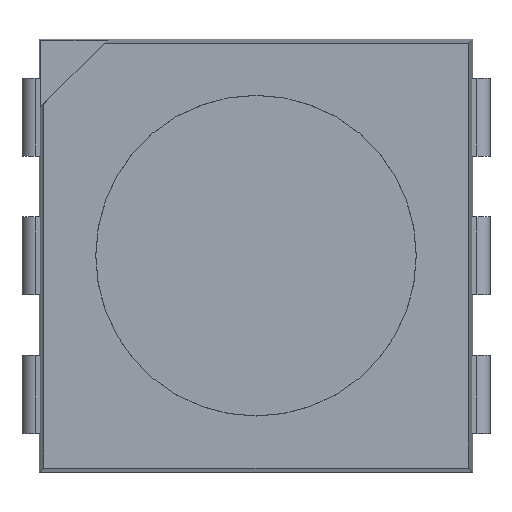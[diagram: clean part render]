
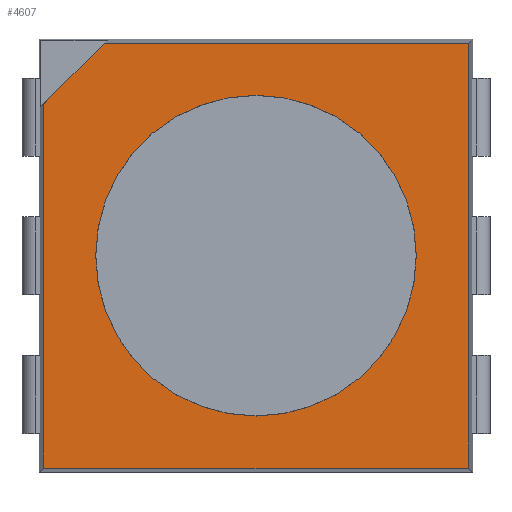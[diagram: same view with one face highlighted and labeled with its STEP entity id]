
A CAD part, top view. The second image highlights one B-rep face of the part: STEP entity #4607.
In plain terms, the highlighted planar face has unit normal (0, 0, 1).
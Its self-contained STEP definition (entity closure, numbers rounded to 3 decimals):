
#151 = ORIENTED_EDGE ( 'NONE', *, *, #5992, .T. ) ;
#394 = CARTESIAN_POINT ( 'NONE',  ( -2.45, 0., 1.6 ) ) ;
#399 = ORIENTED_EDGE ( 'NONE', *, *, #6805, .T. ) ;
#797 = DIRECTION ( 'NONE',  ( 0., 0., 1. ) ) ;
#1490 = VERTEX_POINT ( 'NONE', #2263 ) ;
#1610 = LINE ( 'NONE', #394, #12113 ) ;
#1642 = VERTEX_POINT ( 'NONE', #1836 ) ;
#1836 = CARTESIAN_POINT ( 'NONE',  ( 1.85, 0., 1.6 ) ) ;
#1844 = CARTESIAN_POINT ( 'NONE',  ( 2.45, 0., 1.6 ) ) ;
#2110 = ORIENTED_EDGE ( 'NONE', *, *, #7581, .T. ) ;
#2263 = CARTESIAN_POINT ( 'NONE',  ( -1.75, 2.45, 1.6 ) ) ;
#2454 = CARTESIAN_POINT ( 'NONE',  ( 0., 0., 1.6 ) ) ;
#2564 = DIRECTION ( 'NONE',  ( 0., -1., 0. ) ) ;
#2647 = VERTEX_POINT ( 'NONE', #8340 ) ;
#2838 = VERTEX_POINT ( 'NONE', #2861 ) ;
#2861 = CARTESIAN_POINT ( 'NONE',  ( 2.45, -2.45, 1.6 ) ) ;
#2923 = CARTESIAN_POINT ( 'NONE',  ( -2.45, 1.75, 1.6 ) ) ;
#2934 = ORIENTED_EDGE ( 'NONE', *, *, #5040, .T. ) ;
#3470 = CARTESIAN_POINT ( 'NONE',  ( 0., 0., 1.6 ) ) ;
#3601 = DIRECTION ( 'NONE',  ( -1., 0., 0. ) ) ;
#3637 = DIRECTION ( 'NONE',  ( -1., 0., 0. ) ) ;
#3895 = VERTEX_POINT ( 'NONE', #12070 ) ;
#3957 = CARTESIAN_POINT ( 'NONE',  ( -2.1, 2.1, 1.6 ) ) ;
#4214 = FACE_OUTER_BOUND ( 'NONE', #13197, .T. ) ;
#4309 = CARTESIAN_POINT ( 'NONE',  ( 2.45, 2.45, 1.6 ) ) ;
#4607 = ADVANCED_FACE ( 'NONE', ( #4214, #8019 ), #7580, .F. ) ;
#4676 = EDGE_CURVE ( 'NONE', #3895, #1642, #9509, .T. ) ;
#4927 = EDGE_CURVE ( 'NONE', #8165, #1490, #10403, .T. ) ;
#5040 = EDGE_CURVE ( 'NONE', #11666, #2647, #1610, .T. ) ;
#5107 = LINE ( 'NONE', #3957, #5542 ) ;
#5403 = CARTESIAN_POINT ( 'NONE',  ( 0., 2.45, 1.6 ) ) ;
#5542 = VECTOR ( 'NONE', #12203, 1000. ) ;
#5992 = EDGE_CURVE ( 'NONE', #2838, #8165, #10089, .T. ) ;
#6364 = ORIENTED_EDGE ( 'NONE', *, *, #8296, .F. ) ;
#6472 = DIRECTION ( 'NONE',  ( -1., 0., 0. ) ) ;
#6637 = VECTOR ( 'NONE', #13144, 1000. ) ;
#6805 = EDGE_CURVE ( 'NONE', #1490, #11666, #5107, .T. ) ;
#6868 = CARTESIAN_POINT ( 'NONE',  ( 0., 0., 1.6 ) ) ;
#6894 = DIRECTION ( 'NONE',  ( 1., 0., 0. ) ) ;
#7560 = ORIENTED_EDGE ( 'NONE', *, *, #4927, .T. ) ;
#7580 = PLANE ( 'NONE',  #11892 ) ;
#7581 = EDGE_CURVE ( 'NONE', #2647, #2838, #8038, .T. ) ;
#8019 = FACE_BOUND ( 'NONE', #10482, .T. ) ;
#8038 = LINE ( 'NONE', #12242, #9406 ) ;
#8165 = VERTEX_POINT ( 'NONE', #4309 ) ;
#8210 = AXIS2_PLACEMENT_3D ( 'NONE', #2454, #797, #3601 ) ;
#8296 = EDGE_CURVE ( 'NONE', #1642, #3895, #10511, .T. ) ;
#8340 = CARTESIAN_POINT ( 'NONE',  ( -2.45, -2.45, 1.6 ) ) ;
#9406 = VECTOR ( 'NONE', #6894, 1000. ) ;
#9509 = CIRCLE ( 'NONE', #8210, 1.85 ) ;
#9627 = ORIENTED_EDGE ( 'NONE', *, *, #4676, .F. ) ;
#10089 = LINE ( 'NONE', #1844, #6637 ) ;
#10403 = LINE ( 'NONE', #5403, #11248 ) ;
#10482 = EDGE_LOOP ( 'NONE', ( #9627, #6364 ) ) ;
#10511 = CIRCLE ( 'NONE', #12675, 1.85 ) ;
#11009 = DIRECTION ( 'NONE',  ( 0., 0., 1. ) ) ;
#11144 = DIRECTION ( 'NONE',  ( 0., -1., 0. ) ) ;
#11248 = VECTOR ( 'NONE', #6472, 1000. ) ;
#11666 = VERTEX_POINT ( 'NONE', #2923 ) ;
#11892 = AXIS2_PLACEMENT_3D ( 'NONE', #3470, #12084, #11144 ) ;
#12070 = CARTESIAN_POINT ( 'NONE',  ( -1.85, 0., 1.6 ) ) ;
#12084 = DIRECTION ( 'NONE',  ( 0., 0., -1. ) ) ;
#12113 = VECTOR ( 'NONE', #2564, 1000. ) ;
#12203 = DIRECTION ( 'NONE',  ( -0.707, -0.707, 0. ) ) ;
#12242 = CARTESIAN_POINT ( 'NONE',  ( 0., -2.45, 1.6 ) ) ;
#12675 = AXIS2_PLACEMENT_3D ( 'NONE', #6868, #11009, #3637 ) ;
#13144 = DIRECTION ( 'NONE',  ( 0., 1., 0. ) ) ;
#13197 = EDGE_LOOP ( 'NONE', ( #7560, #399, #2934, #2110, #151 ) ) ;
